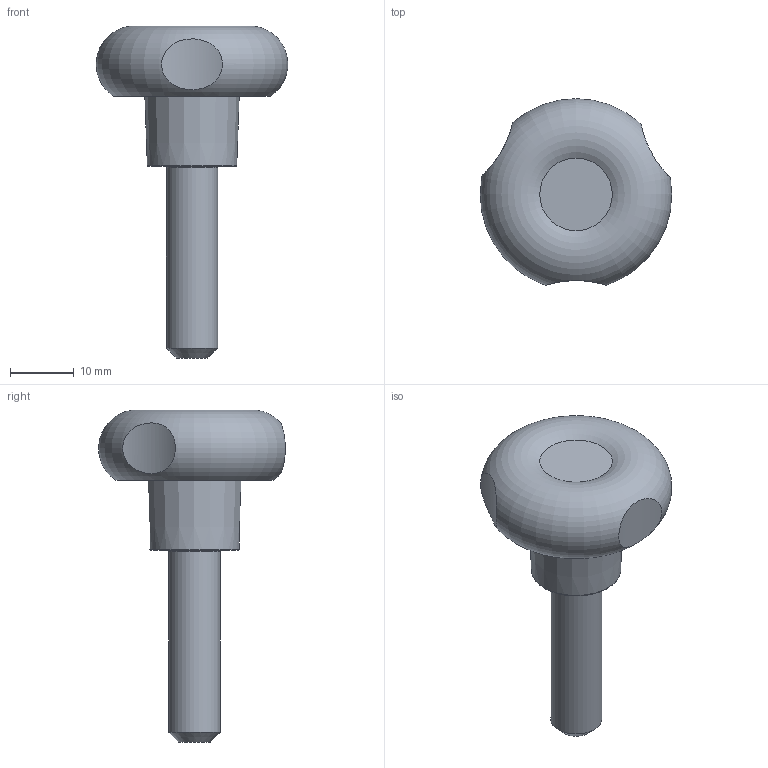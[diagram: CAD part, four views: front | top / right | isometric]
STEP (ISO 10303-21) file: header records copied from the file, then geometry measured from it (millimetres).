
FILE_DESCRIPTION( ( 'Unknown' ), '1' );
FILE_NAME( '6391145_VTP30_M08x30.stp', 'Unknown', ( 'Unknown' ), ( 'Unknown' ), 'PSStep 11.0', 'Unknown', ' ' );
FILE_SCHEMA( ( 'AUTOMOTIVE_DESIGN { 1 0 10303 214 1 1 1 1 }' ) );
Length unit declared in the file: millimetre
Products named in the file (1): 6391145
Bounding box: 29.99 x 29.22 x 51.99 mm (x, y, z)
Volume: 8862.5 mm3; surface area: 3808.5 mm2
Topology: 1 solids, 2 shells, 33 faces, 77 edges, 52 vertices
Faces by surface type: plane 17, torus 7, cylinder 5, cone 4
Full cylindrical faces by diameter (mm): 8 x2
Entity records: 1563 total; most frequent: CARTESIAN_POINT 614, DIRECTION 132, ORIENTED_EDGE 126, EDGE_CURVE 63, AXIS2_PLACEMENT_3D 62, EDGE_LOOP 48, VERTEX_POINT 47, FACE_OUTER_BOUND 38
